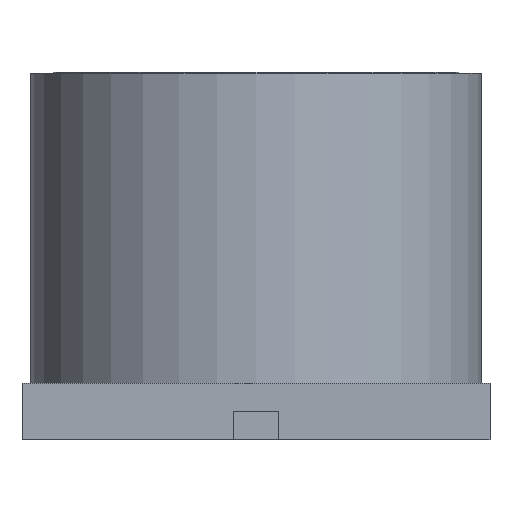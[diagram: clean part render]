
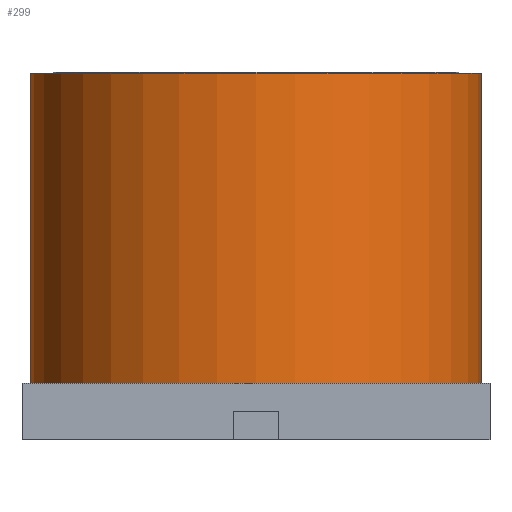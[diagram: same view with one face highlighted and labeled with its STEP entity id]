
A CAD part, left-side view. The second image highlights one B-rep face of the part: STEP entity #299.
In plain terms, the highlighted cylindrical face has radius 4 mm (diameter 8 mm), a full revolution.
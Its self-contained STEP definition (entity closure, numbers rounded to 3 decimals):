
#13=DIRECTION('',(0.,0.,1.));
#27=VECTOR('',#13,1.);
#60=DIRECTION('',(1.,0.,0.));
#169=ORIENTED_EDGE('',*,*,#170,.F.);
#170=EDGE_CURVE('',#171,#171,#173,.T.);
#171=VERTEX_POINT('',#172);
#172=CARTESIAN_POINT('',(4.,0.,1.));
#173=CIRCLE('',#174,4.);
#174=AXIS2_PLACEMENT_3D('',#175,#13,#60);
#175=CARTESIAN_POINT('',(0.,0.,1.));
#299=ADVANCED_FACE('',(#300),#313,.T.);
#300=FACE_BOUND('',#301,.F.);
#301=EDGE_LOOP('',(#302,#307,#312,#169));
#302=ORIENTED_EDGE('',*,*,#303,.T.);
#303=EDGE_CURVE('',#171,#304,#306,.T.);
#304=VERTEX_POINT('',#305);
#305=CARTESIAN_POINT('',(4.,0.,6.5));
#306=LINE('',#172,#27);
#307=ORIENTED_EDGE('',*,*,#308,.T.);
#308=EDGE_CURVE('',#304,#304,#309,.T.);
#309=CIRCLE('',#310,4.);
#310=AXIS2_PLACEMENT_3D('',#311,#13,#60);
#311=CARTESIAN_POINT('',(0.,0.,6.5));
#312=ORIENTED_EDGE('',*,*,#303,.F.);
#313=CYLINDRICAL_SURFACE('',#314,4.);
#314=AXIS2_PLACEMENT_3D('',#175,#315,#60);
#315=DIRECTION('',(-0.,-0.,-1.));
